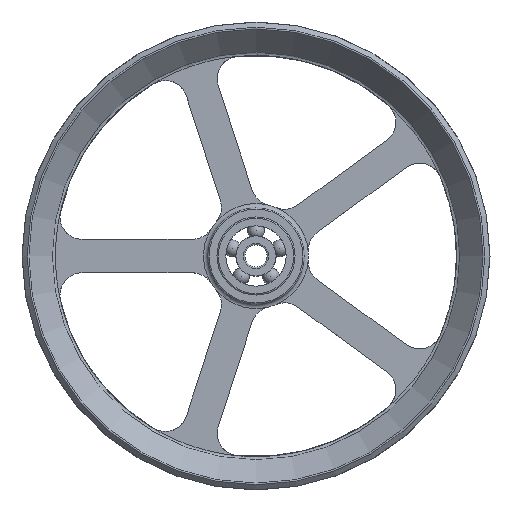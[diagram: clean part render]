
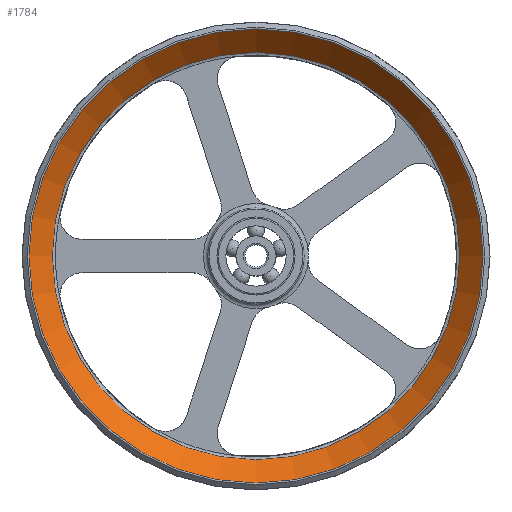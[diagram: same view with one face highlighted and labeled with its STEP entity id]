
A CAD part, top view. The second image highlights one B-rep face of the part: STEP entity #1784.
In plain terms, the highlighted conical face has half-angle 42.839 degrees and reference radius 96.491 mm.
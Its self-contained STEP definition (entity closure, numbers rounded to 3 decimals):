
#23=CONICAL_SURFACE('',#2088,96.491,0.748);
#189=LINE('',#4481,#264);
#264=VECTOR('',#2646,96.491);
#393=FACE_OUTER_BOUND('',#507,.T.);
#507=EDGE_LOOP('',(#1600,#1601,#1602,#1603));
#660=CIRCLE('',#2087,91.255);
#661=CIRCLE('',#2089,101.727);
#841=VERTEX_POINT('',#4476);
#842=VERTEX_POINT('',#4480);
#1101=EDGE_CURVE('',#841,#841,#660,.T.);
#1102=EDGE_CURVE('',#841,#842,#189,.T.);
#1103=EDGE_CURVE('',#842,#842,#661,.T.);
#1600=ORIENTED_EDGE('',*,*,#1101,.T.);
#1601=ORIENTED_EDGE('',*,*,#1102,.T.);
#1602=ORIENTED_EDGE('',*,*,#1103,.F.);
#1603=ORIENTED_EDGE('',*,*,#1102,.F.);
#1784=ADVANCED_FACE('',(#393),#23,.F.);
#2087=AXIS2_PLACEMENT_3D('',#4478,#2642,#2643);
#2088=AXIS2_PLACEMENT_3D('',#4479,#2644,#2645);
#2089=AXIS2_PLACEMENT_3D('',#4482,#2647,#2648);
#2642=DIRECTION('center_axis',(0.,0.,-1.));
#2643=DIRECTION('ref_axis',(1.,0.,0.));
#2644=DIRECTION('center_axis',(0.,0.,1.));
#2645=DIRECTION('ref_axis',(-1.,0.,0.));
#2646=DIRECTION('',(0.68,0.,0.733));
#2647=DIRECTION('center_axis',(0.,0.,-1.));
#2648=DIRECTION('ref_axis',(1.,0.,0.));
#4476=CARTESIAN_POINT('',(91.255,0.,2.64));
#4478=CARTESIAN_POINT('Origin',(0.,0.,2.64));
#4479=CARTESIAN_POINT('Origin',(0.,0.,8.287));
#4480=CARTESIAN_POINT('',(101.727,0.,13.933));
#4481=CARTESIAN_POINT('',(96.491,0.,8.287));
#4482=CARTESIAN_POINT('Origin',(0.,0.,13.933));
